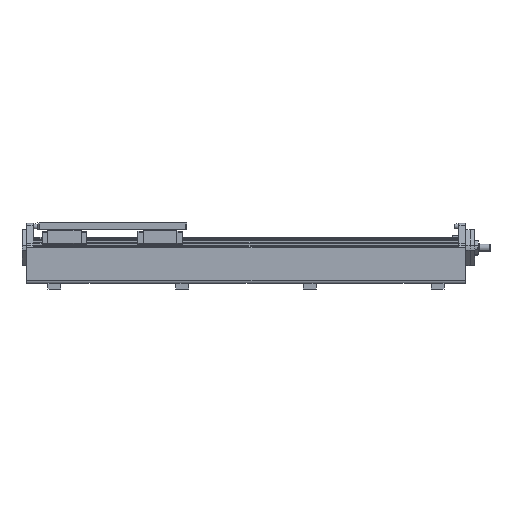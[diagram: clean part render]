
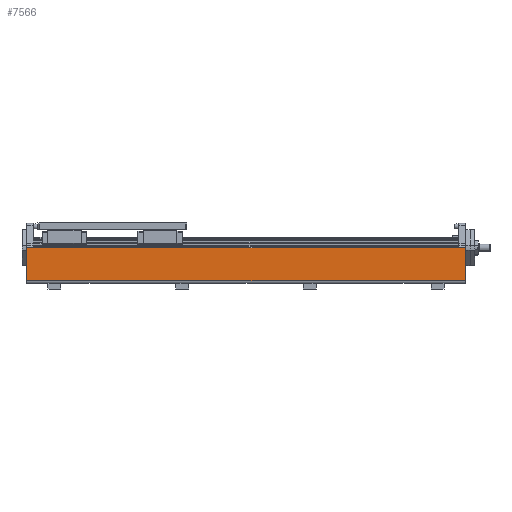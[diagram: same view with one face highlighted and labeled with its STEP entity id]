
A CAD part, left-side view. The second image highlights one B-rep face of the part: STEP entity #7566.
In plain terms, the highlighted planar face has unit normal (-1, 0, 0).
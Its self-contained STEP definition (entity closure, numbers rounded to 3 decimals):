
#7509=CARTESIAN_POINT('',(0.,-1.,6.));
#7510=VERTEX_POINT('',#7509);
#7518=CARTESIAN_POINT('',(0.,1029.,6.));
#7519=VERTEX_POINT('',#7518);
#7520=CARTESIAN_POINT('',(0.,-1.,6.));
#7521=DIRECTION('',(0.0,1.0,0.0));
#7522=VECTOR('',#7521,1030.);
#7523=LINE('',#7520,#7522);
#7524=EDGE_CURVE('',#7510,#7519,#7523,.T.);
#7536=CARTESIAN_POINT('',(0.0,1016.5,0.));
#7537=DIRECTION('',(-1.0,0.0,0.0));
#7538=DIRECTION('',(0.0,-1.0,0.0));
#7539=AXIS2_PLACEMENT_3D('',#7536,#7537,#7538);
#7540=PLANE('',#7539);
#7541=CARTESIAN_POINT('',(0.,-1.,83.75));
#7542=VERTEX_POINT('',#7541);
#7543=CARTESIAN_POINT('',(0.,1029.,83.75));
#7544=VERTEX_POINT('',#7543);
#7545=CARTESIAN_POINT('',(0.,-1.,83.75));
#7546=DIRECTION('',(0.0,1.0,0.0));
#7547=VECTOR('',#7546,1030.);
#7548=LINE('',#7545,#7547);
#7549=EDGE_CURVE('',#7542,#7544,#7548,.T.);
#7550=ORIENTED_EDGE('',*,*,#7549,.T.);
#7551=CARTESIAN_POINT('',(0.,1029.,83.75));
#7552=DIRECTION('',(0.0,0.0,-1.0));
#7553=VECTOR('',#7552,77.75);
#7554=LINE('',#7551,#7553);
#7555=EDGE_CURVE('',#7544,#7519,#7554,.T.);
#7556=ORIENTED_EDGE('',*,*,#7555,.T.);
#7557=ORIENTED_EDGE('',*,*,#7524,.F.);
#7558=CARTESIAN_POINT('',(0.,-1.,6.));
#7559=DIRECTION('',(0.0,0.0,1.0));
#7560=VECTOR('',#7559,77.75);
#7561=LINE('',#7558,#7560);
#7562=EDGE_CURVE('',#7510,#7542,#7561,.T.);
#7563=ORIENTED_EDGE('',*,*,#7562,.T.);
#7564=EDGE_LOOP('',(#7550,#7556,#7557,#7563));
#7565=FACE_OUTER_BOUND('',#7564,.T.);
#7566=ADVANCED_FACE('',(#7565),#7540,.T.);
